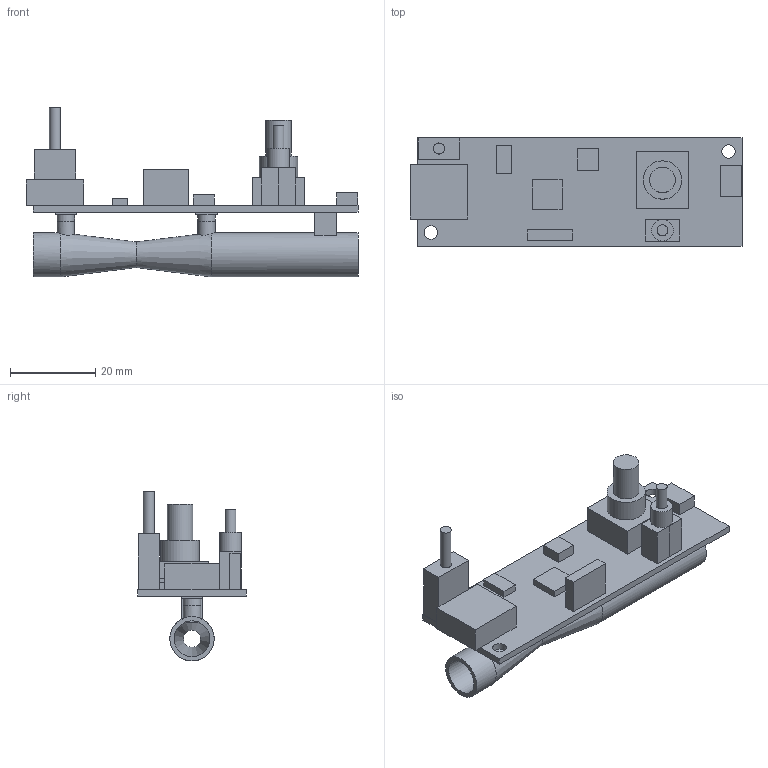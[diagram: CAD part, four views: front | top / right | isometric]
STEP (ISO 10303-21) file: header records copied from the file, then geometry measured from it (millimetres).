
FILE_DESCRIPTION(/* description */ (''),/* implementation_level */ '2;1');
FILE_NAME(/* name */ 'a654b522-c1e4-48b3-888f-06af6af2fe06.stp',/* time_stamp */ '2020-03-25T00:20:22+00:00',/* author */ (''),/* organization */ (''),/* preprocessor_version */ 'ST-DEVELOPER v18',/* originating_system */ 'Autodesk Translation Framework v8.12.0.6',/* authorisation */ '');
FILE_SCHEMA (('AUTOMOTIVE_DESIGN { 1 0 10303 214 3 1 1 }'));
Length unit declared in the file: millimetre
Products named in the file (2): freeflow2; Component1
Assembly tree (1 placements, depth 2):
  freeflow2
    Component1
Bounding box: 77.92 x 25.4 x 39.87 mm (x, y, z)
Volume: 9659.1 mm3; surface area: 10936 mm2
Topology: 2 solids, 2 shells, 115 faces, 295 edges, 202 vertices
Faces by surface type: plane 92, cylinder 19, cone 4
Full cylindrical faces by diameter (mm): 2.5 x4, 2.54 x1, 2.6 x1, 3.175 x2, 4.1 x4, 5.08 x1, 6 x1, 8.4 x2, 9 x1, 10.4 x2
Entity records: 3819 total; most frequent: CARTESIAN_POINT 763, DIRECTION 599, ORIENTED_EDGE 590, EDGE_CURVE 295, LINE 209, VECTOR 209, VERTEX_POINT 202, AXIS2_PLACEMENT_3D 195
